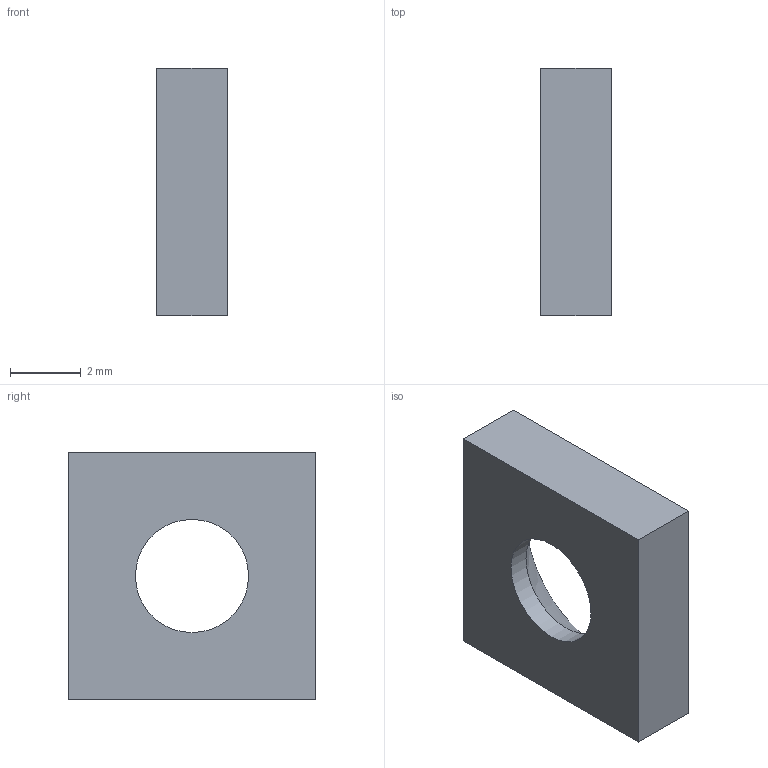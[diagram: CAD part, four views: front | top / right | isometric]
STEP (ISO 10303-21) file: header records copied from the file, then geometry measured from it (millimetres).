
FILE_DESCRIPTION(/* description */ (''),/* implementation_level */ '2;1');
FILE_NAME(/* name */ 'front-panel-lock.step',/* time_stamp */ '2019-02-06T20:07:59+02:00',/* author */ ('nazarJKA8L'),/* organization */ (''),/* preprocessor_version */ 'ST-DEVELOPER v17.2',/* originating_system */ 'Autodesk Translation Framework v7.6.0.251',/* authorisation */ '');
FILE_SCHEMA (('AUTOMOTIVE_DESIGN { 1 0 10303 214 3 1 1 }'));
Length unit declared in the file: millimetre
Products named in the file (1): back-panel-top-shell
Bounding box: 2 x 7 x 7 mm (x, y, z)
Volume: 69.2 mm3; surface area: 152.3 mm2
Topology: 1 solids, 1 shells, 8 faces, 17 edges, 11 vertices
Faces by surface type: plane 6, cone 1, cylinder 1
Full cylindrical faces by diameter (mm): 3.2 x1
Entity records: 253 total; most frequent: DIRECTION 38, CARTESIAN_POINT 37, ORIENTED_EDGE 34, EDGE_CURVE 17, LINE 14, VECTOR 14, AXIS2_PLACEMENT_3D 12, VERTEX_POINT 11
